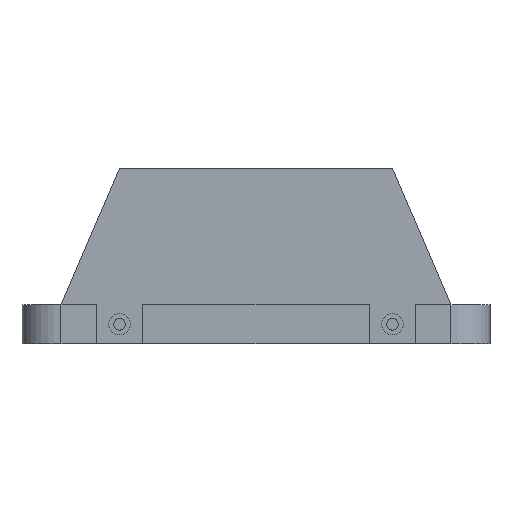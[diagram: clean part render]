
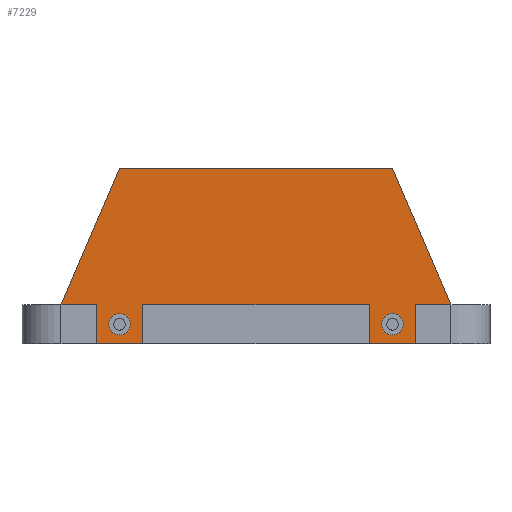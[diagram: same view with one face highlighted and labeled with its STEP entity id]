
A CAD part, front view. The second image highlights one B-rep face of the part: STEP entity #7229.
In plain terms, the highlighted planar face has unit normal (0, -1, 0).
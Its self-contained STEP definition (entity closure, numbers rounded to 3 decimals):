
#163=FACE_BOUND('',#1532,.T.);
#164=FACE_BOUND('',#1533,.T.);
#586=PLANE('',#7926);
#1052=FACE_OUTER_BOUND('',#1531,.T.);
#1531=EDGE_LOOP('',(#6722,#6723,#6724,#6725,#6726,#6727,#6728,#6729,#6730,
#6731,#6732,#6733));
#1532=EDGE_LOOP('',(#6734,#6735));
#1533=EDGE_LOOP('',(#6736,#6737));
#1726=CIRCLE('',#7764,2.75);
#1727=CIRCLE('',#7765,2.75);
#1757=CIRCLE('',#7855,2.75);
#1758=CIRCLE('',#7856,2.75);
#2231=LINE('',#13412,#2790);
#2241=LINE('',#13431,#2800);
#2245=LINE('',#13438,#2804);
#2247=LINE('',#13443,#2806);
#2313=LINE('',#13747,#2872);
#2321=LINE('',#13761,#2880);
#2322=LINE('',#13762,#2881);
#2324=LINE('',#13765,#2883);
#2333=LINE('',#13783,#2892);
#2335=LINE('',#13786,#2894);
#2338=LINE('',#13790,#2897);
#2373=LINE('',#14027,#2932);
#2790=VECTOR('',#9318,10.);
#2800=VECTOR('',#9334,10.);
#2804=VECTOR('',#9340,10.);
#2806=VECTOR('',#9344,10.);
#2872=VECTOR('',#9580,10.);
#2880=VECTOR('',#9594,10.);
#2881=VECTOR('',#9595,10.);
#2883=VECTOR('',#9597,10.);
#2892=VECTOR('',#9608,10.);
#2894=VECTOR('',#9612,10.);
#2897=VECTOR('',#9617,10.);
#2932=VECTOR('',#9802,10.);
#3447=VERTEX_POINT('',#13410);
#3448=VERTEX_POINT('',#13411);
#3453=VERTEX_POINT('',#13428);
#3454=VERTEX_POINT('',#13430);
#3455=VERTEX_POINT('',#13434);
#3458=VERTEX_POINT('',#13441);
#3464=VERTEX_POINT('',#13461);
#3465=VERTEX_POINT('',#13462);
#3538=VERTEX_POINT('',#13745);
#3539=VERTEX_POINT('',#13746);
#3542=VERTEX_POINT('',#13760);
#3543=VERTEX_POINT('',#13764);
#3550=VERTEX_POINT('',#13780);
#3551=VERTEX_POINT('',#13782);
#3557=VERTEX_POINT('',#13806);
#3558=VERTEX_POINT('',#13807);
#4389=EDGE_CURVE('',#3447,#3448,#2231,.T.);
#4399=EDGE_CURVE('',#3454,#3453,#2241,.T.);
#4403=EDGE_CURVE('',#3455,#3454,#2245,.T.);
#4405=EDGE_CURVE('',#3458,#3453,#2247,.T.);
#4414=EDGE_CURVE('',#3464,#3465,#1726,.T.);
#4415=EDGE_CURVE('',#3465,#3464,#1727,.T.);
#4530=EDGE_CURVE('',#3538,#3539,#2313,.T.);
#4538=EDGE_CURVE('',#3542,#3458,#2321,.T.);
#4539=EDGE_CURVE('',#3455,#3448,#2322,.T.);
#4541=EDGE_CURVE('',#3543,#3539,#2324,.T.);
#4550=EDGE_CURVE('',#3550,#3551,#2333,.T.);
#4552=EDGE_CURVE('',#3543,#3550,#2335,.T.);
#4555=EDGE_CURVE('',#3542,#3551,#2338,.T.);
#4562=EDGE_CURVE('',#3557,#3558,#1757,.T.);
#4564=EDGE_CURVE('',#3558,#3557,#1758,.T.);
#4647=EDGE_CURVE('',#3447,#3538,#2373,.T.);
#6722=ORIENTED_EDGE('',*,*,#4538,.F.);
#6723=ORIENTED_EDGE('',*,*,#4555,.T.);
#6724=ORIENTED_EDGE('',*,*,#4550,.F.);
#6725=ORIENTED_EDGE('',*,*,#4552,.F.);
#6726=ORIENTED_EDGE('',*,*,#4541,.T.);
#6727=ORIENTED_EDGE('',*,*,#4530,.F.);
#6728=ORIENTED_EDGE('',*,*,#4647,.F.);
#6729=ORIENTED_EDGE('',*,*,#4389,.T.);
#6730=ORIENTED_EDGE('',*,*,#4539,.F.);
#6731=ORIENTED_EDGE('',*,*,#4403,.T.);
#6732=ORIENTED_EDGE('',*,*,#4399,.T.);
#6733=ORIENTED_EDGE('',*,*,#4405,.F.);
#6734=ORIENTED_EDGE('',*,*,#4414,.T.);
#6735=ORIENTED_EDGE('',*,*,#4415,.T.);
#6736=ORIENTED_EDGE('',*,*,#4562,.F.);
#6737=ORIENTED_EDGE('',*,*,#4564,.F.);
#7229=ADVANCED_FACE('',(#1052,#163,#164),#586,.T.);
#7764=AXIS2_PLACEMENT_3D('',#13463,#9366,#9367);
#7765=AXIS2_PLACEMENT_3D('',#13464,#9368,#9369);
#7855=AXIS2_PLACEMENT_3D('',#13808,#9637,#9638);
#7856=AXIS2_PLACEMENT_3D('',#13810,#9640,#9641);
#7926=AXIS2_PLACEMENT_3D('',#14037,#9815,#9816);
#9318=DIRECTION('',(0.394,0.,0.919));
#9334=DIRECTION('',(-1.,0.,0.));
#9340=DIRECTION('',(0.,0.,1.));
#9344=DIRECTION('',(0.,0.,1.));
#9366=DIRECTION('center_axis',(0.,1.,0.));
#9367=DIRECTION('ref_axis',(0.,0.,-1.));
#9368=DIRECTION('center_axis',(0.,1.,0.));
#9369=DIRECTION('ref_axis',(0.,0.,-1.));
#9580=DIRECTION('',(-0.394,0.,0.919));
#9594=DIRECTION('',(1.,0.,0.));
#9595=DIRECTION('',(1.,0.,0.));
#9597=DIRECTION('',(-1.,0.,0.));
#9608=DIRECTION('',(1.,0.,0.));
#9612=DIRECTION('',(0.,0.,1.));
#9617=DIRECTION('',(0.,0.,1.));
#9637=DIRECTION('center_axis',(0.,-1.,0.));
#9638=DIRECTION('ref_axis',(0.,0.,-1.));
#9640=DIRECTION('center_axis',(0.,-1.,0.));
#9641=DIRECTION('ref_axis',(0.,0.,-1.));
#9802=DIRECTION('',(-1.,0.,0.));
#9815=DIRECTION('center_axis',(0.,-1.,0.));
#9816=DIRECTION('ref_axis',(1.,0.,0.));
#13410=CARTESIAN_POINT('',(35.,-17.5,-35.));
#13411=CARTESIAN_POINT('',(50.,-17.5,0.));
#13412=CARTESIAN_POINT('',(46.25,-17.5,-8.75));
#13428=CARTESIAN_POINT('',(29.,-17.5,10.));
#13430=CARTESIAN_POINT('',(41.,-17.5,10.));
#13431=CARTESIAN_POINT('',(29.,-17.5,10.));
#13434=CARTESIAN_POINT('',(41.,-17.5,0.));
#13438=CARTESIAN_POINT('',(41.,-17.5,0.));
#13441=CARTESIAN_POINT('',(29.,-17.5,0.));
#13443=CARTESIAN_POINT('',(29.,-17.5,0.));
#13461=CARTESIAN_POINT('',(35.,-17.5,2.25));
#13462=CARTESIAN_POINT('',(35.,-17.5,7.75));
#13463=CARTESIAN_POINT('Origin',(35.,-17.5,5.));
#13464=CARTESIAN_POINT('Origin',(35.,-17.5,5.));
#13745=CARTESIAN_POINT('',(-35.,-17.5,-35.));
#13746=CARTESIAN_POINT('',(-50.,-17.5,0.));
#13747=CARTESIAN_POINT('',(-46.25,-17.5,-8.75));
#13760=CARTESIAN_POINT('',(-29.,-17.5,0.));
#13761=CARTESIAN_POINT('',(1.25,-17.5,0.));
#13762=CARTESIAN_POINT('',(1.25,-17.5,0.));
#13764=CARTESIAN_POINT('',(-41.,-17.5,0.));
#13765=CARTESIAN_POINT('',(-1.25,-17.5,0.));
#13780=CARTESIAN_POINT('',(-41.,-17.5,10.));
#13782=CARTESIAN_POINT('',(-29.,-17.5,10.));
#13783=CARTESIAN_POINT('',(-29.,-17.5,10.));
#13786=CARTESIAN_POINT('',(-41.,-17.5,0.));
#13790=CARTESIAN_POINT('',(-29.,-17.5,0.));
#13806=CARTESIAN_POINT('',(-35.,-17.5,2.25));
#13807=CARTESIAN_POINT('',(-35.,-17.5,7.75));
#13808=CARTESIAN_POINT('Origin',(-35.,-17.5,5.));
#13810=CARTESIAN_POINT('Origin',(-35.,-17.5,5.));
#14027=CARTESIAN_POINT('',(-35.,-17.5,-35.));
#14037=CARTESIAN_POINT('Origin',(-50.,-17.5,0.));
